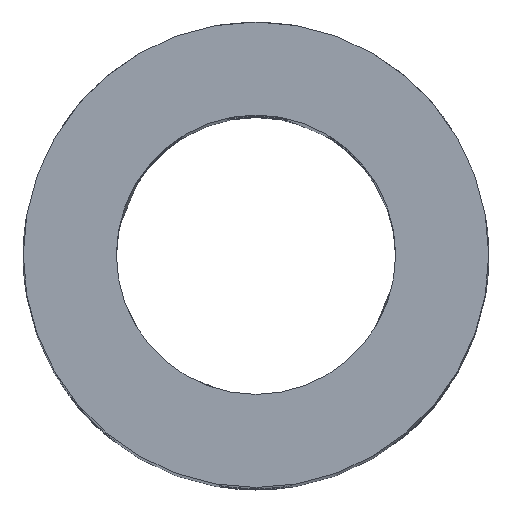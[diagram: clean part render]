
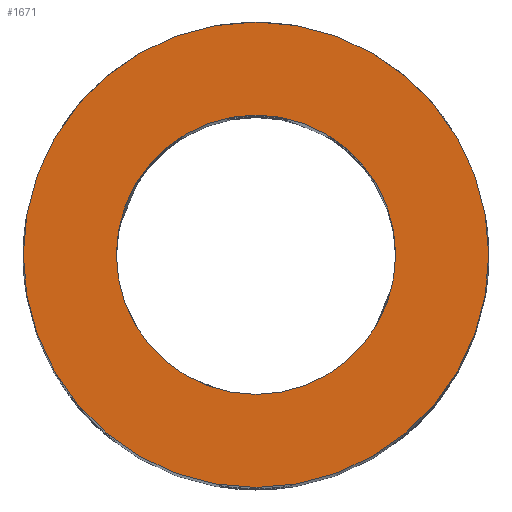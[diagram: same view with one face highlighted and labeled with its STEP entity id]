
A CAD part, top view. The second image highlights one B-rep face of the part: STEP entity #1671.
In plain terms, the highlighted planar face has unit normal (0, 0, 1).
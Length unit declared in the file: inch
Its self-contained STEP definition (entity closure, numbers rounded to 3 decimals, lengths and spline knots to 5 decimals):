
#47=PLANE('',#1761);
#105=FACE_BOUND('',#242,.T.);
#113=FACE_OUTER_BOUND('',#241,.T.);
#241=EDGE_LOOP('',(#1275));
#242=EDGE_LOOP('',(#1276));
#618=CIRCLE('',#1757,0.625);
#619=CIRCLE('',#1759,0.375);
#673=VERTEX_POINT('',#2298);
#731=VERTEX_POINT('',#3517);
#862=EDGE_CURVE('',#673,#673,#618,.T.);
#924=EDGE_CURVE('',#731,#731,#619,.T.);
#1275=ORIENTED_EDGE('',*,*,#862,.T.);
#1276=ORIENTED_EDGE('',*,*,#924,.F.);
#1671=ADVANCED_FACE('',(#113,#105),#47,.T.);
#1757=AXIS2_PLACEMENT_3D('',#2300,#1878,#1879);
#1759=AXIS2_PLACEMENT_3D('',#3518,#1882,#1883);
#1761=AXIS2_PLACEMENT_3D('',#4792,#1891,#1892);
#1878=DIRECTION('center_axis',(0.,0.,1.));
#1879=DIRECTION('ref_axis',(1.,0.,0.));
#1882=DIRECTION('center_axis',(0.,0.,1.));
#1883=DIRECTION('ref_axis',(1.,0.,0.));
#1891=DIRECTION('center_axis',(0.,0.,1.));
#1892=DIRECTION('ref_axis',(1.,0.,0.));
#2298=CARTESIAN_POINT('',(0.625,0.,3.85));
#2300=CARTESIAN_POINT('Origin',(0.,0.,3.85));
#3517=CARTESIAN_POINT('',(0.375,0.,3.85));
#3518=CARTESIAN_POINT('Origin',(0.,0.,
3.85));
#4792=CARTESIAN_POINT('Origin',(0.,0.,3.85));
